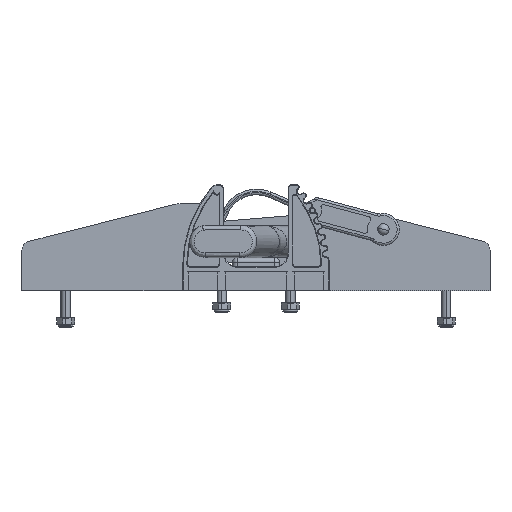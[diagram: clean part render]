
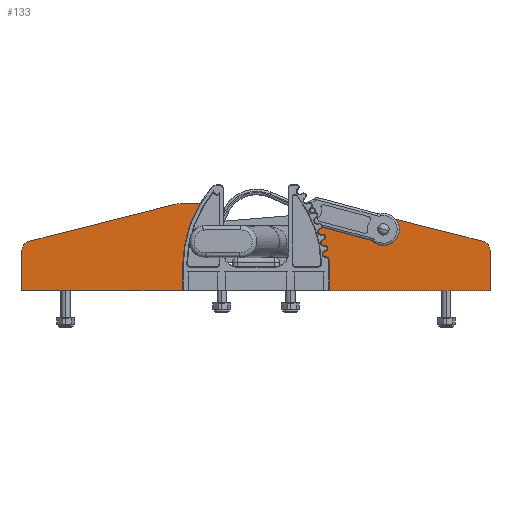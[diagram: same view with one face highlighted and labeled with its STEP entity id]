
A CAD part, front view. The second image highlights one B-rep face of the part: STEP entity #133.
In plain terms, the highlighted planar face has unit normal (0, -1, 0).
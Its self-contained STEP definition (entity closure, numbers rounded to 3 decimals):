
#133 = ADVANCED_FACE ( 'NONE', ( #12839 ), #26612, .T. ) ;
#561 = EDGE_CURVE ( 'NONE', #43839, #44561, #45306, .T. ) ;
#565 = EDGE_CURVE ( 'NONE', #44583, #43446, #45304, .T. ) ;
#568 = EDGE_CURVE ( 'NONE', #44574, #44583, #45316, .T. ) ;
#3491 = EDGE_CURVE ( 'NONE', #43839, #43843, #9324, .T. ) ;
#8243 = EDGE_CURVE ( 'NONE', #44535, #44277, #34879, .T. ) ;
#8249 = EDGE_CURVE ( 'NONE', #43864, #43885, #34874, .T. ) ;
#8253 = EDGE_CURVE ( 'NONE', #43717, #44574, #34890, .T. ) ;
#8918 = AXIS2_PLACEMENT_3D ( 'NONE', #19633, #19640, #19641 ) ;
#8919 = AXIS2_PLACEMENT_3D ( 'NONE', #19627, #19647, #19648 ) ;
#8921 = AXIS2_PLACEMENT_3D ( 'NONE', #19639, #19654, #19655 ) ;
#8922 = AXIS2_PLACEMENT_3D ( 'NONE', #19646, #19657, #19658 ) ;
#8923 = AXIS2_PLACEMENT_3D ( 'NONE', #19653, #19664, #19665 ) ;
#9324 = LINE ( 'NONE', #9754, #9325 ) ;
#9325 = VECTOR ( 'NONE', #9755, 39.37 ) ;
#9754 = CARTESIAN_POINT ( 'NONE',  ( -2.125, 0., 2.375 ) ) ;
#9755 = DIRECTION ( 'NONE',  ( 1., 0., 0. ) ) ;
#10401 = CARTESIAN_POINT ( 'NONE',  ( 2.125, 0., 2.375 ) ) ;
#10402 = DIRECTION ( 'NONE',  ( 0.969, 0., -0.245 ) ) ;
#10412 = CARTESIAN_POINT ( 'NONE',  ( -2.125, 0., 2.375 ) ) ;
#10417 = DIRECTION ( 'NONE',  ( 1., 0., 0. ) ) ;
#10424 = CARTESIAN_POINT ( 'NONE',  ( 6.375, 0., 0. ) ) ;
#10425 = DIRECTION ( 'NONE',  ( 0., 0., -1. ) ) ;
#11119 = EDGE_CURVE ( 'NONE', #44582, #43426, #35931, .T. ) ;
#11120 = EDGE_CURVE ( 'NONE', #43888, #44561, #35922, .T. ) ;
#11121 = EDGE_CURVE ( 'NONE', #43451, #43843, #35932, .T. ) ;
#11122 = EDGE_CURVE ( 'NONE', #44535, #43885, #35941, .T. ) ;
#11123 = EDGE_CURVE ( 'NONE', #43426, #44275, #35927, .T. ) ;
#11124 = EDGE_CURVE ( 'NONE', #44582, #43864, #35943, .T. ) ;
#11125 = EDGE_CURVE ( 'NONE', #43717, #44277, #35953, .T. ) ;
#11126 = EDGE_CURVE ( 'NONE', #43888, #43446, #35957, .T. ) ;
#11129 = EDGE_CURVE ( 'NONE', #44275, #43451, #35965, .T. ) ;
#12839 = FACE_OUTER_BOUND ( 'NONE', #37689, .T. ) ;
#16293 = ORIENTED_EDGE ( 'NONE', *, *, #3491, .F. ) ;
#16294 = ORIENTED_EDGE ( 'NONE', *, *, #561, .T. ) ;
#16295 = ORIENTED_EDGE ( 'NONE', *, *, #11120, .F. ) ;
#16296 = ORIENTED_EDGE ( 'NONE', *, *, #11126, .T. ) ;
#16297 = ORIENTED_EDGE ( 'NONE', *, *, #565, .F. ) ;
#16298 = ORIENTED_EDGE ( 'NONE', *, *, #568, .F. ) ;
#16299 = ORIENTED_EDGE ( 'NONE', *, *, #8253, .F. ) ;
#16300 = ORIENTED_EDGE ( 'NONE', *, *, #11125, .T. ) ;
#16301 = ORIENTED_EDGE ( 'NONE', *, *, #8243, .F. ) ;
#16302 = ORIENTED_EDGE ( 'NONE', *, *, #11122, .T. ) ;
#16303 = ORIENTED_EDGE ( 'NONE', *, *, #8249, .F. ) ;
#16304 = ORIENTED_EDGE ( 'NONE', *, *, #11124, .F. ) ;
#16305 = ORIENTED_EDGE ( 'NONE', *, *, #11119, .T. ) ;
#16306 = ORIENTED_EDGE ( 'NONE', *, *, #11123, .T. ) ;
#16307 = ORIENTED_EDGE ( 'NONE', *, *, #11129, .T. ) ;
#16308 = ORIENTED_EDGE ( 'NONE', *, *, #11121, .T. ) ;
#19627 = CARTESIAN_POINT ( 'NONE',  ( 2.063, 0., 1.875 ) ) ;
#19633 = CARTESIAN_POINT ( 'NONE',  ( 1.312, 0., 0.375 ) ) ;
#19639 = CARTESIAN_POINT ( 'NONE',  ( 6.125, 0., 1.105 ) ) ;
#19640 = DIRECTION ( 'NONE',  ( 0., 1., 0. ) ) ;
#19641 = DIRECTION ( 'NONE',  ( 0., 0., -1. ) ) ;
#19642 = CARTESIAN_POINT ( 'NONE',  ( -6.375, 0., 1.3 ) ) ;
#19643 = DIRECTION ( 'NONE',  ( 0.969, 0., 0.245 ) ) ;
#19644 = CARTESIAN_POINT ( 'NONE',  ( -1.438, 0., -6.403 ) ) ;
#19645 = DIRECTION ( 'NONE',  ( 0., 0., 1. ) ) ;
#19646 = CARTESIAN_POINT ( 'NONE',  ( -6.125, 0., 1.105 ) ) ;
#19647 = DIRECTION ( 'NONE',  ( 0., -1., 0. ) ) ;
#19648 = DIRECTION ( 'NONE',  ( 0., 0., -1. ) ) ;
#19649 = CARTESIAN_POINT ( 'NONE',  ( -1.438, 0., 0.25 ) ) ;
#19650 = DIRECTION ( 'NONE',  ( -1., 0., 0. ) ) ;
#19651 = CARTESIAN_POINT ( 'NONE',  ( 1.437, 0., -6.403 ) ) ;
#19652 = DIRECTION ( 'NONE',  ( 0., 0., 1. ) ) ;
#19653 = CARTESIAN_POINT ( 'NONE',  ( -1.313, 0., 0.375 ) ) ;
#19654 = DIRECTION ( 'NONE',  ( 0., -1., 0. ) ) ;
#19655 = DIRECTION ( 'NONE',  ( 0., 0., -1. ) ) ;
#19657 = DIRECTION ( 'NONE',  ( 0., -1., 0. ) ) ;
#19658 = DIRECTION ( 'NONE',  ( 0., 0., -1. ) ) ;
#19664 = DIRECTION ( 'NONE',  ( 0., 1., 0. ) ) ;
#19665 = DIRECTION ( 'NONE',  ( 0., 0., -1. ) ) ;
#24295 = CARTESIAN_POINT ( 'NONE',  ( -2.063, 0., 1.875 ) ) ;
#24300 = DIRECTION ( 'NONE',  ( 0., -1., 0. ) ) ;
#24302 = DIRECTION ( 'NONE',  ( 0., 0., -1. ) ) ;
#24308 = CARTESIAN_POINT ( 'NONE',  ( -6.375, 0., 0. ) ) ;
#24312 = CARTESIAN_POINT ( 'NONE',  ( -6.375, 0., 0. ) ) ;
#24320 = DIRECTION ( 'NONE',  ( 0., 0., 1. ) ) ;
#24333 = DIRECTION ( 'NONE',  ( -1., 0., 0. ) ) ;
#26602 = CARTESIAN_POINT ( 'NONE',  ( 6.375, 0., 2.375 ) ) ;
#26612 = PLANE ( 'NONE',  #27064 ) ;
#26623 = DIRECTION ( 'NONE',  ( 0., -1., 0. ) ) ;
#26625 = DIRECTION ( 'NONE',  ( 0., 0., -1. ) ) ;
#27064 = AXIS2_PLACEMENT_3D ( 'NONE', #26602, #26623, #26625 ) ;
#27698 = AXIS2_PLACEMENT_3D ( 'NONE', #24295, #24300, #24302 ) ;
#31987 = CARTESIAN_POINT ( 'NONE',  ( 1.312, 0., 0.25 ) ) ;
#32007 = CARTESIAN_POINT ( 'NONE',  ( -6.375, 0., 1.105 ) ) ;
#32012 = CARTESIAN_POINT ( 'NONE',  ( -1.438, 0., 0.375 ) ) ;
#32261 = CARTESIAN_POINT ( 'NONE',  ( 6.375, 0., 1.105 ) ) ;
#32383 = CARTESIAN_POINT ( 'NONE',  ( -2.063, 0., 2.375 ) ) ;
#32387 = CARTESIAN_POINT ( 'NONE',  ( -1.438, 0., 2.375 ) ) ;
#32408 = CARTESIAN_POINT ( 'NONE',  ( 1.437, 0., 2.375 ) ) ;
#32429 = CARTESIAN_POINT ( 'NONE',  ( 2.063, 0., 2.375 ) ) ;
#32432 = CARTESIAN_POINT ( 'NONE',  ( -6.186, 0., 1.348 ) ) ;
#32819 = CARTESIAN_POINT ( 'NONE',  ( -1.313, 0., 0.25 ) ) ;
#32821 = CARTESIAN_POINT ( 'NONE',  ( 6.186, 0., 1.348 ) ) ;
#33469 = CARTESIAN_POINT ( 'NONE',  ( 2.185, 0., 2.36 ) ) ;
#33484 = CARTESIAN_POINT ( 'NONE',  ( -2.185, 0., 2.36 ) ) ;
#33496 = CARTESIAN_POINT ( 'NONE',  ( 6.375, 0., 0. ) ) ;
#33504 = CARTESIAN_POINT ( 'NONE',  ( 1.437, 0., 0.375 ) ) ;
#33505 = CARTESIAN_POINT ( 'NONE',  ( -6.375, 0., 0. ) ) ;
#34874 = LINE ( 'NONE', #10412, #34887 ) ;
#34876 = VECTOR ( 'NONE', #10425, 39.37 ) ;
#34879 = LINE ( 'NONE', #10401, #34880 ) ;
#34880 = VECTOR ( 'NONE', #10402, 39.37 ) ;
#34887 = VECTOR ( 'NONE', #10417, 39.37 ) ;
#34890 = LINE ( 'NONE', #10424, #34876 ) ;
#35922 = LINE ( 'NONE', #19642, #35923 ) ;
#35923 = VECTOR ( 'NONE', #19643, 39.37 ) ;
#35927 = LINE ( 'NONE', #19649, #35930 ) ;
#35930 = VECTOR ( 'NONE', #19650, 39.37 ) ;
#35931 = CIRCLE ( 'NONE', #8918, 0.125 ) ;
#35932 = LINE ( 'NONE', #19644, #35933 ) ;
#35933 = VECTOR ( 'NONE', #19645, 39.37 ) ;
#35941 = CIRCLE ( 'NONE', #8919, 0.5 ) ;
#35943 = LINE ( 'NONE', #19651, #35945 ) ;
#35945 = VECTOR ( 'NONE', #19652, 39.37 ) ;
#35953 = CIRCLE ( 'NONE', #8921, 0.25 ) ;
#35957 = CIRCLE ( 'NONE', #8922, 0.25 ) ;
#35965 = CIRCLE ( 'NONE', #8923, 0.125 ) ;
#37689 = EDGE_LOOP ( 'NONE', ( #16293, #16294, #16295, #16296, #16297, #16298, #16299, #16300, #16301, #16302, #16303, #16304, #16305, #16306, #16307, #16308 ) ) ;
#43426 = VERTEX_POINT ( 'NONE', #31987 ) ;
#43446 = VERTEX_POINT ( 'NONE', #32007 ) ;
#43451 = VERTEX_POINT ( 'NONE', #32012 ) ;
#43717 = VERTEX_POINT ( 'NONE', #32261 ) ;
#43839 = VERTEX_POINT ( 'NONE', #32383 ) ;
#43843 = VERTEX_POINT ( 'NONE', #32387 ) ;
#43864 = VERTEX_POINT ( 'NONE', #32408 ) ;
#43885 = VERTEX_POINT ( 'NONE', #32429 ) ;
#43888 = VERTEX_POINT ( 'NONE', #32432 ) ;
#44275 = VERTEX_POINT ( 'NONE', #32819 ) ;
#44277 = VERTEX_POINT ( 'NONE', #32821 ) ;
#44535 = VERTEX_POINT ( 'NONE', #33469 ) ;
#44561 = VERTEX_POINT ( 'NONE', #33484 ) ;
#44574 = VERTEX_POINT ( 'NONE', #33496 ) ;
#44582 = VERTEX_POINT ( 'NONE', #33504 ) ;
#44583 = VERTEX_POINT ( 'NONE', #33505 ) ;
#45304 = LINE ( 'NONE', #24308, #45311 ) ;
#45306 = CIRCLE ( 'NONE', #27698, 0.5 ) ;
#45308 = VECTOR ( 'NONE', #24333, 39.37 ) ;
#45311 = VECTOR ( 'NONE', #24320, 39.37 ) ;
#45316 = LINE ( 'NONE', #24312, #45308 ) ;
